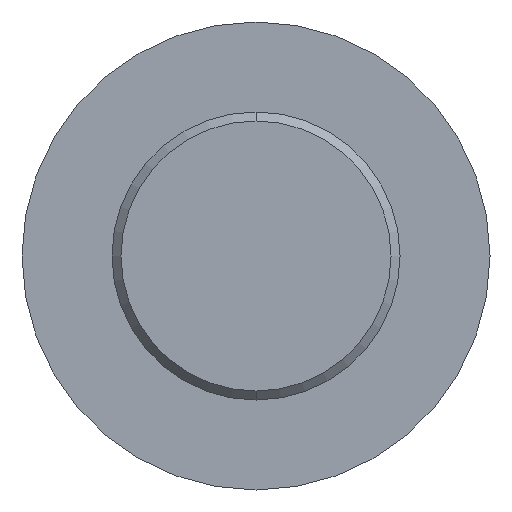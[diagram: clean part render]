
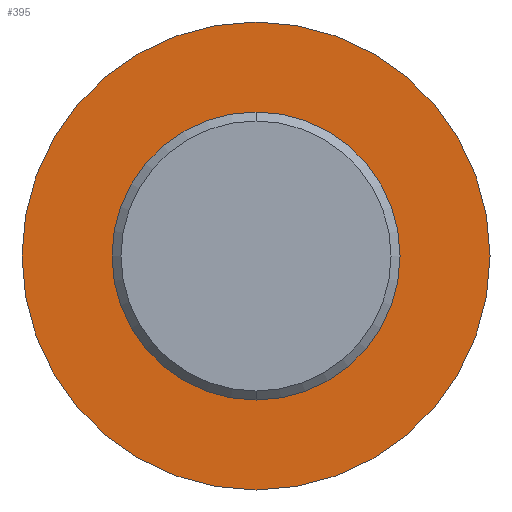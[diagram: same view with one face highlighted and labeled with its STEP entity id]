
A CAD part, front view. The second image highlights one B-rep face of the part: STEP entity #395.
In plain terms, the highlighted planar face has unit normal (0, -1, 0).
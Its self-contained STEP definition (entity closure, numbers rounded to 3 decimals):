
#50 = CARTESIAN_POINT ( 'NONE',  ( 0., 0., 0. ) ) ;
#53 = PLANE ( 'NONE',  #406 ) ;
#55 = DIRECTION ( 'NONE',  ( 0., 1., 0. ) ) ;
#56 = DIRECTION ( 'NONE',  ( 0., 0., 1. ) ) ;
#93 = CARTESIAN_POINT ( 'NONE',  ( 0., 0., 0. ) ) ;
#94 = DIRECTION ( 'NONE',  ( 0., 1., 0. ) ) ;
#95 = DIRECTION ( 'NONE',  ( 0., 0., 1. ) ) ;
#115 = CARTESIAN_POINT ( 'NONE',  ( 0., 0., 0. ) ) ;
#116 = DIRECTION ( 'NONE',  ( 0., -1., 0. ) ) ;
#117 = DIRECTION ( 'NONE',  ( 0., 0., 1. ) ) ;
#120 = CARTESIAN_POINT ( 'NONE',  ( 0., 0., 0. ) ) ;
#121 = DIRECTION ( 'NONE',  ( 0., 1., 0. ) ) ;
#122 = DIRECTION ( 'NONE',  ( 0., 0., 1. ) ) ;
#151 = CARTESIAN_POINT ( 'NONE',  ( 0., 0., 0. ) ) ;
#152 = DIRECTION ( 'NONE',  ( 0., -1., 0. ) ) ;
#153 = DIRECTION ( 'NONE',  ( 0., 0., 1. ) ) ;
#171 = CARTESIAN_POINT ( 'NONE',  ( 0., 0., -4. ) ) ;
#172 = CARTESIAN_POINT ( 'NONE',  ( 0., 0., 4. ) ) ;
#179 = CARTESIAN_POINT ( 'NONE',  ( 0., 0., 6.5 ) ) ;
#185 = CARTESIAN_POINT ( 'NONE',  ( 0., 0., -6.5 ) ) ;
#219 = ORIENTED_EDGE ( 'NONE', *, *, #428, .F. ) ;
#220 = ORIENTED_EDGE ( 'NONE', *, *, #431, .F. ) ;
#221 = ORIENTED_EDGE ( 'NONE', *, *, #447, .F. ) ;
#222 = ORIENTED_EDGE ( 'NONE', *, *, #430, .F. ) ;
#262 = FACE_OUTER_BOUND ( 'NONE', #535, .T. ) ;
#271 = FACE_BOUND ( 'NONE', #525, .T. ) ;
#296 = CIRCLE ( 'NONE', #464, 6.5 ) ;
#300 = CIRCLE ( 'NONE', #465, 4. ) ;
#302 = CIRCLE ( 'NONE', #466, 6.5 ) ;
#329 = CIRCLE ( 'NONE', #470, 4. ) ;
#395 = ADVANCED_FACE ( 'NONE', ( #262, #271 ), #53, .F. ) ;
#406 = AXIS2_PLACEMENT_3D ( 'NONE', #50, #55, #56 ) ;
#428 = EDGE_CURVE ( 'NONE', #552, #544, #296, .T. ) ;
#430 = EDGE_CURVE ( 'NONE', #498, #496, #300, .T. ) ;
#431 = EDGE_CURVE ( 'NONE', #544, #552, #302, .T. ) ;
#447 = EDGE_CURVE ( 'NONE', #496, #498, #329, .T. ) ;
#464 = AXIS2_PLACEMENT_3D ( 'NONE', #93, #94, #95 ) ;
#465 = AXIS2_PLACEMENT_3D ( 'NONE', #115, #116, #117 ) ;
#466 = AXIS2_PLACEMENT_3D ( 'NONE', #120, #121, #122 ) ;
#470 = AXIS2_PLACEMENT_3D ( 'NONE', #151, #152, #153 ) ;
#496 = VERTEX_POINT ( 'NONE', #172 ) ;
#498 = VERTEX_POINT ( 'NONE', #171 ) ;
#525 = EDGE_LOOP ( 'NONE', ( #221, #222 ) ) ;
#535 = EDGE_LOOP ( 'NONE', ( #219, #220 ) ) ;
#544 = VERTEX_POINT ( 'NONE', #179 ) ;
#552 = VERTEX_POINT ( 'NONE', #185 ) ;
